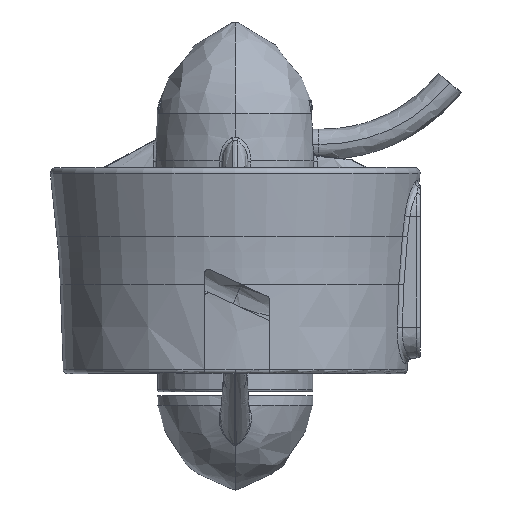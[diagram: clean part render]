
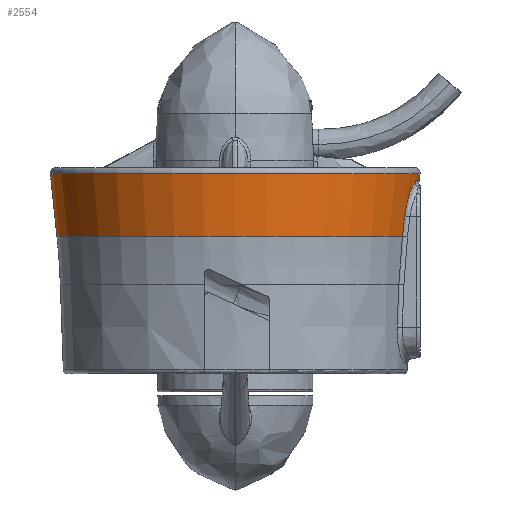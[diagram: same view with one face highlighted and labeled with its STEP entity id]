
A CAD part, left-side view. The second image highlights one B-rep face of the part: STEP entity #2554.
In plain terms, the highlighted conical face has half-angle 6.009 degrees and reference radius 48.694 mm.
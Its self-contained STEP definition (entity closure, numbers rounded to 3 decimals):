
#393 = LINE ( 'NONE', #12323, #23113 ) ;
#558 = CARTESIAN_POINT ( 'NONE',  ( -7.885, -47.566, 53.01 ) ) ;
#563 = CARTESIAN_POINT ( 'NONE',  ( -16.16, -43.772, 38.265 ) ) ;
#723 = CARTESIAN_POINT ( 'NONE',  ( 0., 0., 38.265 ) ) ;
#1140 = DIRECTION ( 'NONE',  ( 0., 0., 1. ) ) ;
#1198 = CARTESIAN_POINT ( 'NONE',  ( -8.95, -47.362, 52.876 ) ) ;
#1544 = DIRECTION ( 'NONE',  ( 0., -1., 0. ) ) ;
#1738 = DIRECTION ( 'NONE',  ( 0., 0.105, 0.995 ) ) ;
#2012 = EDGE_CURVE ( 'NONE', #30968, #30490, #6973, .T. ) ;
#2077 = CARTESIAN_POINT ( 'NONE',  ( -13.208, -46.1, 50.562 ) ) ;
#2235 = CARTESIAN_POINT ( 'NONE',  ( -14.151, -45.701, 49.494 ) ) ;
#2327 = ORIENTED_EDGE ( 'NONE', *, *, #31309, .T. ) ;
#2554 = ADVANCED_FACE ( 'NONE', ( #25138 ), #29482, .T. ) ;
#4314 = CARTESIAN_POINT ( 'NONE',  ( -10.437, -47.005, 52.4 ) ) ;
#4429 = CARTESIAN_POINT ( 'NONE',  ( -16.151, -43.998, 40.252 ) ) ;
#4467 = CARTESIAN_POINT ( 'NONE',  ( -15.615, -44.917, 46.761 ) ) ;
#4618 = CARTESIAN_POINT ( 'NONE',  ( -14.943, -45.316, 48.301 ) ) ;
#4936 = CARTESIAN_POINT ( 'NONE',  ( 0., 46.66, 38.265 ) ) ;
#5220 = EDGE_CURVE ( 'NONE', #30968, #26723, #27142, .T. ) ;
#5335 = EDGE_CURVE ( 'NONE', #5848, #15730, #24617, .T. ) ;
#5496 = DIRECTION ( 'NONE',  ( 0., 1., 0. ) ) ;
#5848 = VERTEX_POINT ( 'NONE', #20157 ) ;
#6018 = CARTESIAN_POINT ( 'NONE',  ( 0., -48.169, 52.607 ) ) ;
#6697 = CARTESIAN_POINT ( 'NONE',  ( -10.873, -46.884, 52.199 ) ) ;
#6946 = CARTESIAN_POINT ( 'NONE',  ( -16.135, -44.385, 43.657 ) ) ;
#6973 = LINE ( 'NONE', #28566, #27401 ) ;
#7078 = EDGE_CURVE ( 'NONE', #26723, #25010, #21119, .T. ) ;
#7549 = CARTESIAN_POINT ( 'NONE',  ( -16.16, -43.772, 38.265 ) ) ;
#7880 = DIRECTION ( 'NONE',  ( 0., 0., 1. ) ) ;
#7974 = ORIENTED_EDGE ( 'NONE', *, *, #16470, .T. ) ;
#9073 = CARTESIAN_POINT ( 'NONE',  ( -15.354, -45.082, 47.438 ) ) ;
#9444 = AXIS2_PLACEMENT_3D ( 'NONE', #23319, #23636, #1544 ) ;
#9546 = ORIENTED_EDGE ( 'NONE', *, *, #7078, .T. ) ;
#9565 = CARTESIAN_POINT ( 'NONE',  ( 0., -48.169, 52.607 ) ) ;
#10567 = ORIENTED_EDGE ( 'NONE', *, *, #18557, .T. ) ;
#10899 = CARTESIAN_POINT ( 'NONE',  ( -7.338, -47.654, 53.022 ) ) ;
#11163 = DIRECTION ( 'NONE',  ( 0., 1., 0. ) ) ;
#11211 = EDGE_CURVE ( 'NONE', #25010, #5848, #13682, .T. ) ;
#11380 = AXIS2_PLACEMENT_3D ( 'NONE', #723, #7880, #5496 ) ;
#11626 = CARTESIAN_POINT ( 'NONE',  ( -15.257, -45.14, 47.657 ) ) ;
#11771 = CARTESIAN_POINT ( 'NONE',  ( -9.982, -47.119, 52.566 ) ) ;
#12323 = CARTESIAN_POINT ( 'NONE',  ( 0., -48.694, 57.593 ) ) ;
#12978 = B_SPLINE_CURVE_WITH_KNOTS ( 'NONE', 3,
 ( #28099, #18102, #13319, #25387, #23180, #6018 ),
 .UNSPECIFIED., .F., .F.,
 ( 4, 2, 4 ),
 ( 0., 0.003, 0.007 ),
 .UNSPECIFIED. ) ;
#13319 = CARTESIAN_POINT ( 'NONE',  ( -4.536, -47.989, 52.802 ) ) ;
#13389 = CARTESIAN_POINT ( 'NONE',  ( 0., 0., 57.593 ) ) ;
#13682 = B_SPLINE_CURVE_WITH_KNOTS ( 'NONE', 3,
 ( #26078, #24008, #30979, #4467, #30840, #9073, #11626, #4618, #14165, #28458, #2235, #14015, #21310, #2077, #18922, #26229, #18771, #6697, #4314, #11771 ),
 .UNSPECIFIED., .F., .F.,
 ( 4, 2, 2, 2, 2, 2, 2, 2, 2, 4 ),
 ( 0., 0.003, 0.004, 0.004, 0.006, 0.007, 0.007, 0.009, 0.01, 0.012 ),
 .UNSPECIFIED. ) ;
#13980 = CARTESIAN_POINT ( 'NONE',  ( -6.79, -47.728, 52.981 ) ) ;
#13981 = CARTESIAN_POINT ( 'NONE',  ( -16.135, -44.385, 43.657 ) ) ;
#14015 = CARTESIAN_POINT ( 'NONE',  ( -13.851, -45.834, 49.865 ) ) ;
#14165 = CARTESIAN_POINT ( 'NONE',  ( -14.702, -45.441, 48.712 ) ) ;
#15509 = CARTESIAN_POINT ( 'NONE',  ( -9.475, -47.247, 52.752 ) ) ;
#15725 = EDGE_LOOP ( 'NONE', ( #10567, #7974, #2327, #20300, #19993, #9546, #27600, #17026 ) ) ;
#15730 = VERTEX_POINT ( 'NONE', #13980 ) ;
#16470 = EDGE_CURVE ( 'NONE', #21518, #21873, #393, .T. ) ;
#16562 = CIRCLE ( 'NONE', #9444, 48.38 ) ;
#17026 = ORIENTED_EDGE ( 'NONE', *, *, #5335, .T. ) ;
#18102 = CARTESIAN_POINT ( 'NONE',  ( -5.665, -47.879, 52.898 ) ) ;
#18557 = EDGE_CURVE ( 'NONE', #15730, #21518, #12978, .T. ) ;
#18771 = CARTESIAN_POINT ( 'NONE',  ( -11.709, -46.631, 51.733 ) ) ;
#18922 = CARTESIAN_POINT ( 'NONE',  ( -12.859, -46.234, 50.88 ) ) ;
#19222 = CARTESIAN_POINT ( 'NONE',  ( 0., -48.38, 54.61 ) ) ;
#19341 = AXIS2_PLACEMENT_3D ( 'NONE', #13389, #1140, #11163 ) ;
#19473 = CARTESIAN_POINT ( 'NONE',  ( -16.142, -44.203, 42.05 ) ) ;
#19993 = ORIENTED_EDGE ( 'NONE', *, *, #5220, .T. ) ;
#20157 = CARTESIAN_POINT ( 'NONE',  ( -9.982, -47.119, 52.566 ) ) ;
#20300 = ORIENTED_EDGE ( 'NONE', *, *, #2012, .F. ) ;
#20595 = CARTESIAN_POINT ( 'NONE',  ( -6.79, -47.728, 52.981 ) ) ;
#21117 = CARTESIAN_POINT ( 'NONE',  ( -16.146, -44.111, 41.246 ) ) ;
#21119 = B_SPLINE_CURVE_WITH_KNOTS ( 'NONE', 3,
 ( #7549, #24389, #4429, #21117, #19473, #30801, #13981 ),
 .UNSPECIFIED., .F., .F.,
 ( 4, 3, 4 ),
 ( 0., 0.003, 0.005 ),
 .UNSPECIFIED. ) ;
#21310 = CARTESIAN_POINT ( 'NONE',  ( -13.695, -45.9, 50.044 ) ) ;
#21518 = VERTEX_POINT ( 'NONE', #9565 ) ;
#21873 = VERTEX_POINT ( 'NONE', #19222 ) ;
#23113 = VECTOR ( 'NONE', #29620, 1000. ) ;
#23180 = CARTESIAN_POINT ( 'NONE',  ( -1.137, -48.169, 52.607 ) ) ;
#23319 = CARTESIAN_POINT ( 'NONE',  ( 0., 0., 54.61 ) ) ;
#23636 = DIRECTION ( 'NONE',  ( 0., 0., -1. ) ) ;
#24008 = CARTESIAN_POINT ( 'NONE',  ( -16.13, -44.498, 44.647 ) ) ;
#24389 = CARTESIAN_POINT ( 'NONE',  ( -16.155, -43.885, 39.259 ) ) ;
#24617 = B_SPLINE_CURVE_WITH_KNOTS ( 'NONE', 3,
 ( #25342, #15509, #1198, #558, #10899, #20595 ),
 .UNSPECIFIED., .F., .F.,
 ( 4, 2, 4 ),
 ( 0., 0.002, 0.003 ),
 .UNSPECIFIED. ) ;
#25010 = VERTEX_POINT ( 'NONE', #6946 ) ;
#25138 = FACE_OUTER_BOUND ( 'NONE', #15725, .T. ) ;
#25342 = CARTESIAN_POINT ( 'NONE',  ( -9.982, -47.119, 52.566 ) ) ;
#25387 = CARTESIAN_POINT ( 'NONE',  ( -2.271, -48.134, 52.655 ) ) ;
#26078 = CARTESIAN_POINT ( 'NONE',  ( -16.135, -44.385, 43.657 ) ) ;
#26229 = CARTESIAN_POINT ( 'NONE',  ( -12.111, -46.499, 51.465 ) ) ;
#26723 = VERTEX_POINT ( 'NONE', #563 ) ;
#27142 = CIRCLE ( 'NONE', #11380, 46.66 ) ;
#27401 = VECTOR ( 'NONE', #1738, 1000. ) ;
#27600 = ORIENTED_EDGE ( 'NONE', *, *, #11211, .T. ) ;
#28099 = CARTESIAN_POINT ( 'NONE',  ( -6.79, -47.728, 52.981 ) ) ;
#28458 = CARTESIAN_POINT ( 'NONE',  ( -14.295, -45.635, 49.301 ) ) ;
#28566 = CARTESIAN_POINT ( 'NONE',  ( 0., 48.694, 57.593 ) ) ;
#29115 = CARTESIAN_POINT ( 'NONE',  ( 0., 48.38, 54.61 ) ) ;
#29482 = CONICAL_SURFACE ( 'NONE', #19341, 48.694, 0.105 ) ;
#29620 = DIRECTION ( 'NONE',  ( 0., -0.105, 0.995 ) ) ;
#30490 = VERTEX_POINT ( 'NONE', #29115 ) ;
#30801 = CARTESIAN_POINT ( 'NONE',  ( -16.138, -44.294, 42.853 ) ) ;
#30840 = CARTESIAN_POINT ( 'NONE',  ( -15.533, -44.971, 46.991 ) ) ;
#30968 = VERTEX_POINT ( 'NONE', #4936 ) ;
#30979 = CARTESIAN_POINT ( 'NONE',  ( -15.978, -44.661, 45.604 ) ) ;
#31309 = EDGE_CURVE ( 'NONE', #21873, #30490, #16562, .T. ) ;
